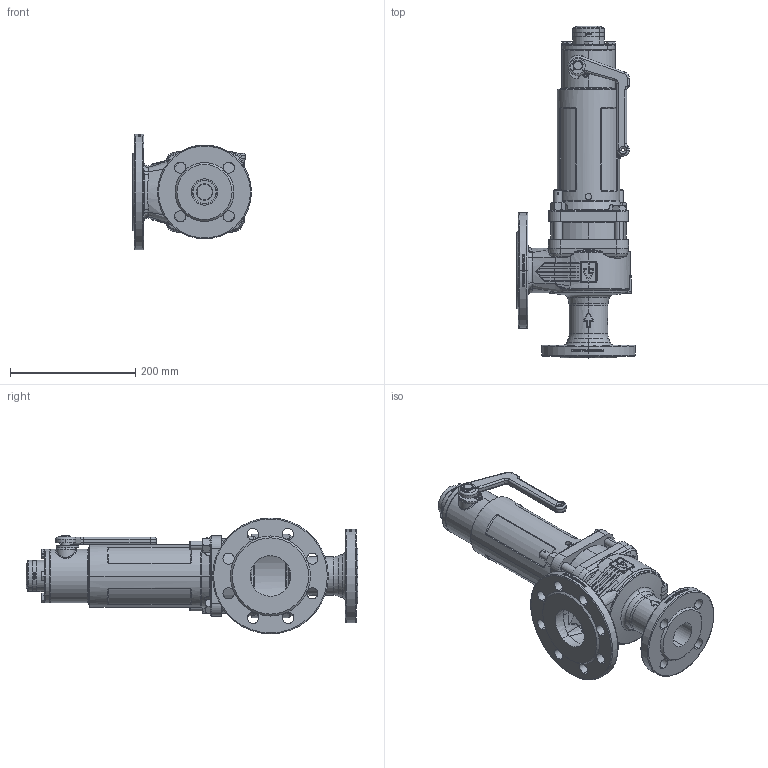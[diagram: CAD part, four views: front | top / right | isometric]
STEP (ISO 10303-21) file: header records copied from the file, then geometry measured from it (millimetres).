
FILE_DESCRIPTION (( 'STEP AP214' ), '1' );
FILE_NAME ('355BGFL_40_FLFL_4065_MD.STEP', '2020-08-27T14:20:20', ( '' ), ( '' ), 'SwSTEP 2.0', 'SolidWorks 2020', '' );
FILE_SCHEMA (( 'AUTOMOTIVE_DESIGN' ));
Length unit declared in the file: millimetre
Products named in the file (1): 355BGFL_40_FLFL_4065_MD
Bounding box: 190 x 531 x 185 mm (x, y, z)
Volume: 2231785.9 mm3; surface area: 585383.8 mm2
Topology: 22 solids, 22 shells, 3047 faces, 7708 edges, 4848 vertices
Faces by surface type: plane 1076, bspline 936, cylinder 592, cone 249, torus 178, sphere 16
Entity records: 203987 total; most frequent: CARTESIAN_POINT 104204, ORIENTED_EDGE 15282, DIRECTION 11442, EDGE_CURVE 7641, VERTEX_POINT 4847, AXIS2_PLACEMENT_3D 4579, EDGE_LOOP 3346, UNCERTAINTY_MEASURE_WITH_UNIT 3064
